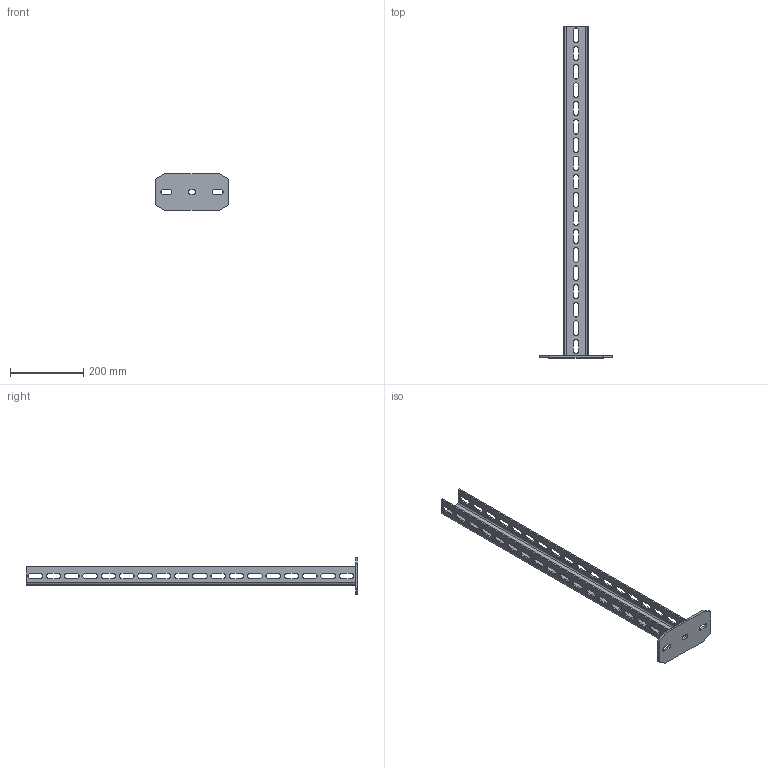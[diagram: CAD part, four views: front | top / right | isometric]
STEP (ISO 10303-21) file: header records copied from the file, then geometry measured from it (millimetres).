
FILE_DESCRIPTION((''),'2;1');
FILE_NAME('6339166','2012-07-23T',('AndreasKeweloh'),(''),'PRO/ENGINEER BY PARAMETRIC TECHNOLOGY CORPORATION, 2012130','PRO/ENGINEER BY PARAMETRIC TECHNOLOGY CORPORATION, 2012130','');
FILE_SCHEMA(('CONFIG_CONTROL_DESIGN'));
Length unit declared in the file: millimetre
Products named in the file (1): 6339166
Bounding box: 200 x 906.5 x 100 mm (x, y, z)
Volume: 571664.8 mm3; surface area: 295846.7 mm2
Topology: 1 solids, 1 shells, 251 faces, 744 edges, 496 vertices
Faces by surface type: plane 133, cylinder 118
Entity records: 8720 total; most frequent: CARTESIAN_POINT 1491, ORIENTED_EDGE 1488, DIRECTION 1482, EDGE_CURVE 744, VECTOR 508, LINE 508, VERTEX_POINT 496, AXIS2_PLACEMENT_3D 487
